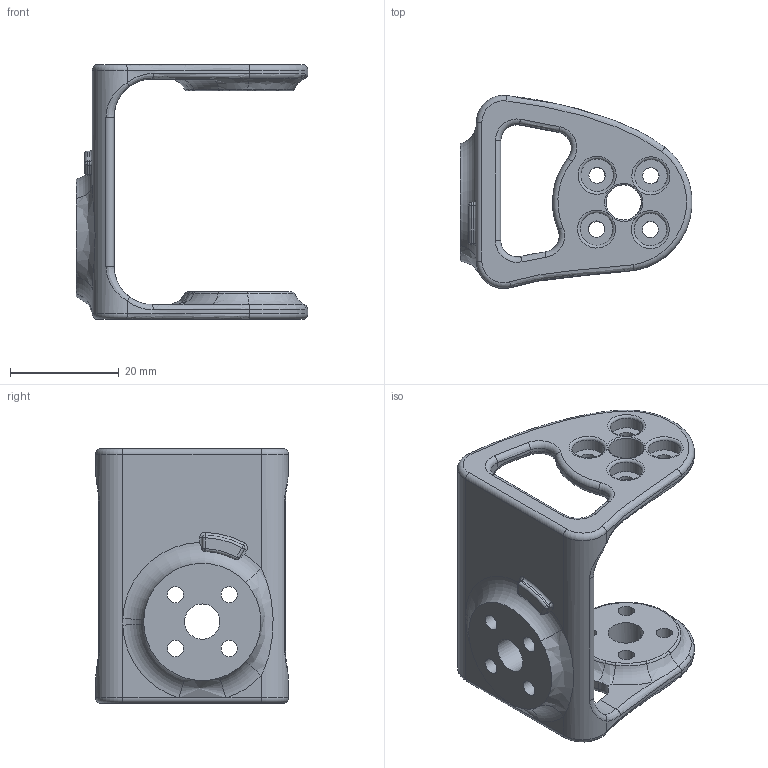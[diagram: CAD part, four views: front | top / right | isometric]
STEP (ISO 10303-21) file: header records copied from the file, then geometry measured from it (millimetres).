
FILE_DESCRIPTION(/* description */ (''),/* implementation_level */ '2;1');
FILE_NAME(/* name */ 'shoulder_right.step',/* time_stamp */ '2025-12-21T14:55:35+01:00',/* author */ (''),/* organization */ (''),/* preprocessor_version */ 'ST-DEVELOPER v20.1',/* originating_system */ 'Autodesk Translation Framework v14.21.0.0',/* authorisation */ '');
FILE_SCHEMA (('AUTOMOTIVE_DESIGN { 1 0 10303 214 3 1 1 }'));
Length unit declared in the file: millimetre
Products named in the file (1): shoulder_MX-28_Left
Bounding box: 42.68 x 35.5 x 46.9 mm (x, y, z)
Volume: 11462.3 mm3; surface area: 8283.5 mm2
Topology: 1 solids, 1 shells, 310 faces, 782 edges, 480 vertices
Faces by surface type: bspline 98, plane 89, cylinder 63, torus 55, sphere 4, cone 1
Full cylindrical faces by diameter (mm): 3 x12, 6 x12, 6.5 x3
Entity records: 14340 total; most frequent: CARTESIAN_POINT 7275, ORIENTED_EDGE 1560, DIRECTION 1329, EDGE_CURVE 780, AXIS2_PLACEMENT_3D 527, VERTEX_POINT 480, EDGE_LOOP 352, CIRCLE 314
